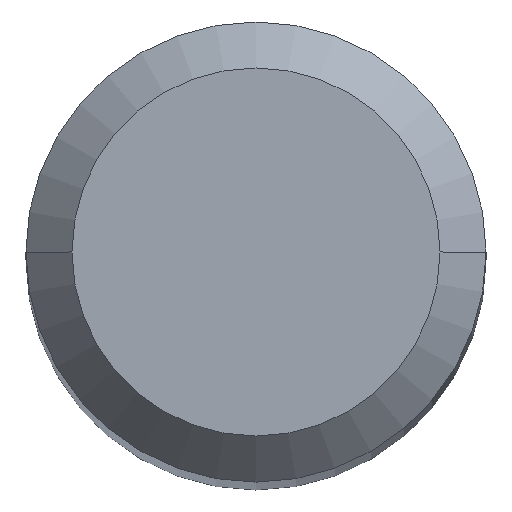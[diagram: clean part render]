
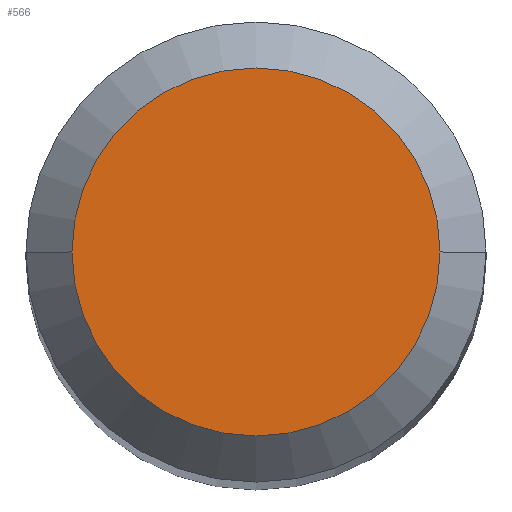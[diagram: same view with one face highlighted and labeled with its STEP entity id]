
A CAD part, top view. The second image highlights one B-rep face of the part: STEP entity #566.
In plain terms, the highlighted planar face has unit normal (0, 0, 1).
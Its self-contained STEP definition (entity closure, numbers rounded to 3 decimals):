
#13 = EDGE_CURVE ( 'NONE', #360, #216, #640, .T. ) ;
#21 = AXIS2_PLACEMENT_3D ( 'NONE', #118, #615, #556 ) ;
#116 = CARTESIAN_POINT ( 'NONE',  ( 0., 0., 38. ) ) ;
#118 = CARTESIAN_POINT ( 'NONE',  ( 0., 0., 38. ) ) ;
#131 = EDGE_CURVE ( 'NONE', #216, #360, #560, .T. ) ;
#200 = AXIS2_PLACEMENT_3D ( 'NONE', #480, #378, #488 ) ;
#216 = VERTEX_POINT ( 'NONE', #437 ) ;
#221 = AXIS2_PLACEMENT_3D ( 'NONE', #116, #335, #282 ) ;
#279 = FACE_OUTER_BOUND ( 'NONE', #327, .T. ) ;
#282 = DIRECTION ( 'NONE',  ( -1., 0., 0. ) ) ;
#283 = ORIENTED_EDGE ( 'NONE', *, *, #131, .F. ) ;
#322 = CARTESIAN_POINT ( 'NONE',  ( 1.2, 0., 38. ) ) ;
#327 = EDGE_LOOP ( 'NONE', ( #283, #599 ) ) ;
#335 = DIRECTION ( 'NONE',  ( 0., 0., -1. ) ) ;
#360 = VERTEX_POINT ( 'NONE', #322 ) ;
#378 = DIRECTION ( 'NONE',  ( 0., 0., -1. ) ) ;
#391 = PLANE ( 'NONE',  #221 ) ;
#437 = CARTESIAN_POINT ( 'NONE',  ( -1.2, 0., 38. ) ) ;
#480 = CARTESIAN_POINT ( 'NONE',  ( 0., 0., 38. ) ) ;
#488 = DIRECTION ( 'NONE',  ( -1., 0., 0. ) ) ;
#556 = DIRECTION ( 'NONE',  ( -1., 0., 0. ) ) ;
#560 = CIRCLE ( 'NONE', #21, 1.2 ) ;
#566 = ADVANCED_FACE ( 'NONE', ( #279 ), #391, .F. ) ;
#599 = ORIENTED_EDGE ( 'NONE', *, *, #13, .F. ) ;
#615 = DIRECTION ( 'NONE',  ( 0., 0., -1. ) ) ;
#640 = CIRCLE ( 'NONE', #200, 1.2 ) ;
